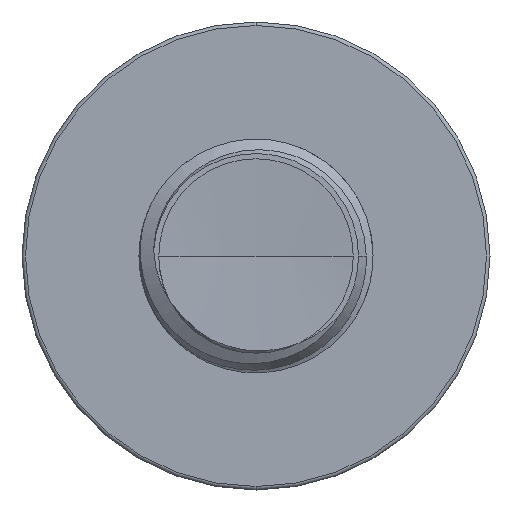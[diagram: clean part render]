
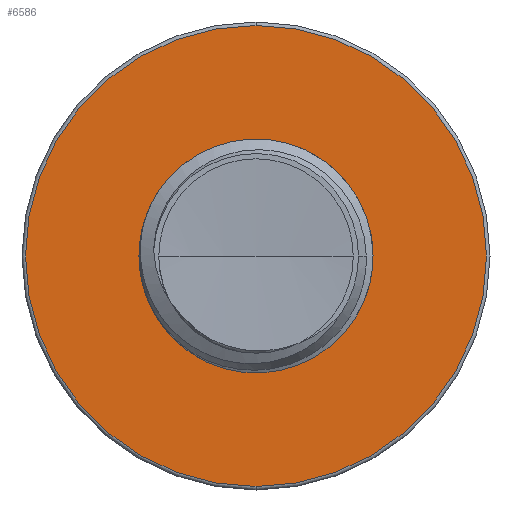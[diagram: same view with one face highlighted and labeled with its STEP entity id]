
A CAD part, front view. The second image highlights one B-rep face of the part: STEP entity #6586.
In plain terms, the highlighted planar face has unit normal (0, -1, 0).
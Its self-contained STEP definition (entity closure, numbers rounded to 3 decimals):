
#335 = AXIS2_PLACEMENT_3D ( 'NONE', #3141, #11853, #4394 ) ;
#343 = EDGE_CURVE ( 'NONE', #9195, #405, #4661, .T. ) ;
#405 = VERTEX_POINT ( 'NONE', #1986 ) ;
#747 = EDGE_CURVE ( 'NONE', #6460, #9051, #13853, .T. ) ;
#1239 = EDGE_LOOP ( 'NONE', ( #2148, #15041 ) ) ;
#1986 = CARTESIAN_POINT ( 'NONE',  ( 0., 7., 7.88 ) ) ;
#2148 = ORIENTED_EDGE ( 'NONE', *, *, #747, .F. ) ;
#2902 = CIRCLE ( 'NONE', #3357, 7.88 ) ;
#2948 = AXIS2_PLACEMENT_3D ( 'NONE', #10402, #5446, #14174 ) ;
#3141 = CARTESIAN_POINT ( 'NONE',  ( 0., 7., 0. ) ) ;
#3357 = AXIS2_PLACEMENT_3D ( 'NONE', #11907, #4446, #13163 ) ;
#3418 = CARTESIAN_POINT ( 'NONE',  ( 0., 7., -3.99 ) ) ;
#4140 = PLANE ( 'NONE',  #2948 ) ;
#4394 = DIRECTION ( 'NONE',  ( 0., 0., -1. ) ) ;
#4446 = DIRECTION ( 'NONE',  ( 0., -1., 0. ) ) ;
#4661 = CIRCLE ( 'NONE', #335, 7.88 ) ;
#4872 = DIRECTION ( 'NONE',  ( 0., -1., 0. ) ) ;
#5446 = DIRECTION ( 'NONE',  ( 0., -1., 0. ) ) ;
#6014 = CIRCLE ( 'NONE', #8704, 3.99 ) ;
#6460 = VERTEX_POINT ( 'NONE', #3418 ) ;
#6586 = ADVANCED_FACE ( 'NONE', ( #8366, #11280 ), #4140, .T. ) ;
#7469 = DIRECTION ( 'NONE',  ( 0., -1., 0. ) ) ;
#7859 = AXIS2_PLACEMENT_3D ( 'NONE', #12336, #4872, #13597 ) ;
#8366 = FACE_OUTER_BOUND ( 'NONE', #16097, .T. ) ;
#8704 = AXIS2_PLACEMENT_3D ( 'NONE', #14934, #7469, #16194 ) ;
#8801 = ORIENTED_EDGE ( 'NONE', *, *, #12978, .T. ) ;
#9051 = VERTEX_POINT ( 'NONE', #15634 ) ;
#9195 = VERTEX_POINT ( 'NONE', #9456 ) ;
#9456 = CARTESIAN_POINT ( 'NONE',  ( 0., 7., -7.88 ) ) ;
#10402 = CARTESIAN_POINT ( 'NONE',  ( 0., 7., 3.99 ) ) ;
#11280 = FACE_BOUND ( 'NONE', #1239, .T. ) ;
#11306 = EDGE_CURVE ( 'NONE', #9051, #6460, #6014, .T. ) ;
#11853 = DIRECTION ( 'NONE',  ( 0., -1., 0. ) ) ;
#11907 = CARTESIAN_POINT ( 'NONE',  ( 0., 7., 0. ) ) ;
#12085 = ORIENTED_EDGE ( 'NONE', *, *, #343, .T. ) ;
#12336 = CARTESIAN_POINT ( 'NONE',  ( 0., 7., 0. ) ) ;
#12978 = EDGE_CURVE ( 'NONE', #405, #9195, #2902, .T. ) ;
#13163 = DIRECTION ( 'NONE',  ( 0., 0., -1. ) ) ;
#13597 = DIRECTION ( 'NONE',  ( 0., 0., -1. ) ) ;
#13853 = CIRCLE ( 'NONE', #7859, 3.99 ) ;
#14174 = DIRECTION ( 'NONE',  ( 0., 0., -1. ) ) ;
#14934 = CARTESIAN_POINT ( 'NONE',  ( 0., 7., 0. ) ) ;
#15041 = ORIENTED_EDGE ( 'NONE', *, *, #11306, .F. ) ;
#15634 = CARTESIAN_POINT ( 'NONE',  ( 0., 7., 3.99 ) ) ;
#16097 = EDGE_LOOP ( 'NONE', ( #12085, #8801 ) ) ;
#16194 = DIRECTION ( 'NONE',  ( 0., 0., -1. ) ) ;
